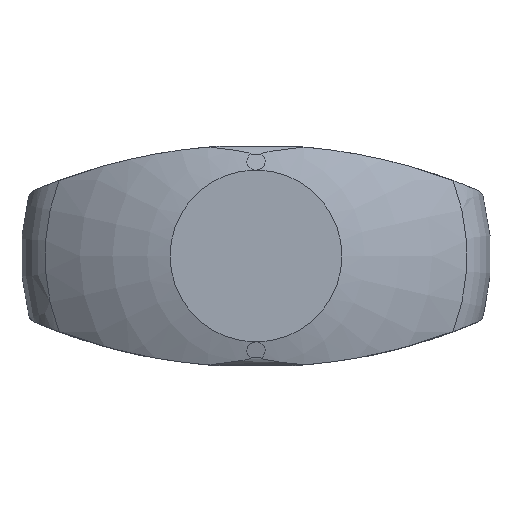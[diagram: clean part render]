
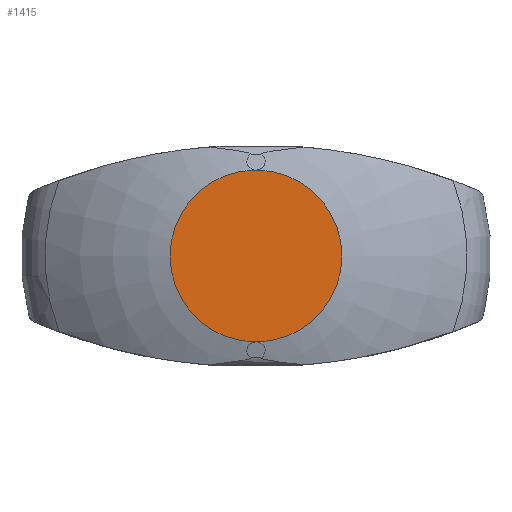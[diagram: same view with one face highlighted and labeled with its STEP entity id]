
A CAD part, top view. The second image highlights one B-rep face of the part: STEP entity #1415.
In plain terms, the highlighted planar face has unit normal (0, 0, 1).
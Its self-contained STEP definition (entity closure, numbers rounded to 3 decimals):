
#559=VERTEX_POINT('',#1581);
#923=EDGE_CURVE('',#1113,#559,#1978,.T.);
#1041=EDGE_CURVE('',#1245,#1067,#2103,.T.);
#1067=VERTEX_POINT('',#2135);
#1113=VERTEX_POINT('',#2185);
#1245=VERTEX_POINT('',#2329);
#1415=ADVANCED_FACE('',(#2516),#2517,.F.);
#1463=EDGE_CURVE('',#1067,#559,#2571,.T.);
#1519=EDGE_CURVE('',#1113,#1245,#2628,.T.);
#1581=CARTESIAN_POINT('',(0.043,-7.5,34.8));
#1978=LINE('',#4129,#4130);
#2103=LINE('',#4700,#4701);
#2135=CARTESIAN_POINT('',(0.043,7.5,34.8));
#2185=CARTESIAN_POINT('',(-0.043,-7.5,34.8));
#2329=CARTESIAN_POINT('',(-0.043,7.5,34.8));
#2516=FACE_OUTER_BOUND('',#6085,.T.);
#2517=PLANE('',#6086);
#2571=CIRCLE('',#6190,7.5);
#2628=CIRCLE('',#6330,7.5);
#4129=CARTESIAN_POINT('',(-30.0,-7.5,34.8));
#4130=VECTOR('',#6800,1.0);
#4700=CARTESIAN_POINT('',(-30.0,7.5,34.8));
#4701=VECTOR('',#6909,1.0);
#6085=EDGE_LOOP('',(#7383,#7384,#7385,#7386));
#6086=AXIS2_PLACEMENT_3D('',#7387,#7388,#7389);
#6190=AXIS2_PLACEMENT_3D('',#7471,#7472,#7473);
#6330=AXIS2_PLACEMENT_3D('',#7500,#7501,#7502);
#6800=DIRECTION('',(1.0,0.,0.));
#6909=DIRECTION('',(1.0,0.,0.));
#7383=ORIENTED_EDGE('',*,*,#1463,.F.);
#7384=ORIENTED_EDGE('',*,*,#1041,.F.);
#7385=ORIENTED_EDGE('',*,*,#1519,.F.);
#7386=ORIENTED_EDGE('',*,*,#923,.T.);
#7387=CARTESIAN_POINT('',(-30.0,7.5,34.8));
#7388=DIRECTION('',(0.,0.,-1.0));
#7389=DIRECTION('',(0.,1.0,0.0));
#7471=CARTESIAN_POINT('',(0.,0.,34.8));
#7472=DIRECTION('',(0.,0.,-1.0));
#7473=DIRECTION('',(-1.0,0.,0.));
#7500=CARTESIAN_POINT('',(0.,0.,34.8));
#7501=DIRECTION('',(0.,0.,-1.0));
#7502=DIRECTION('',(-1.0,0.,0.));
